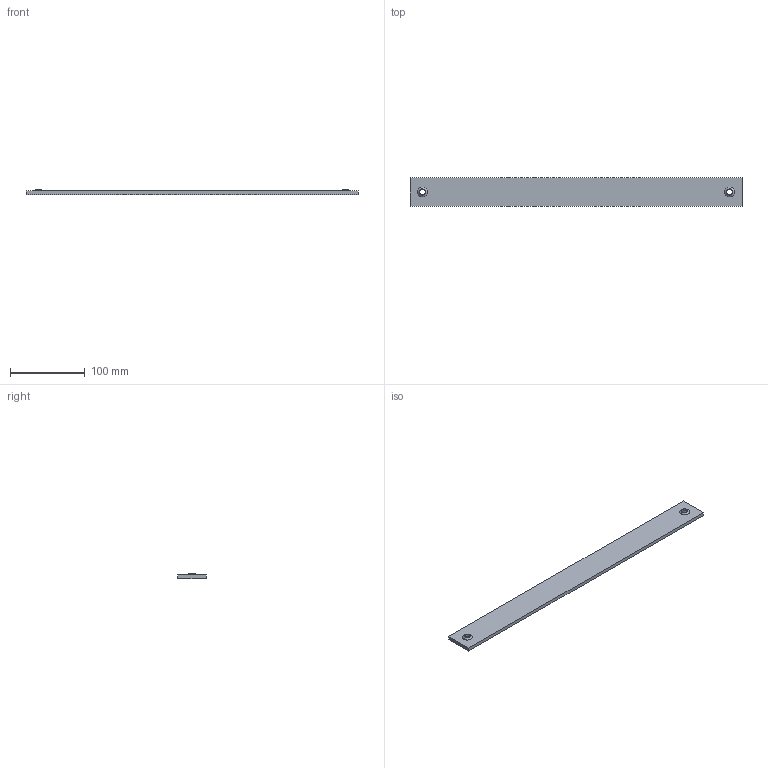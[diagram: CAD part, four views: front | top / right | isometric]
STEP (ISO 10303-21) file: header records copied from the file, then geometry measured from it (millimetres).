
FILE_DESCRIPTION (( 'STEP AP203' ), '1' );
FILE_NAME ('18S20_Default.step', '2019-09-13T18:10:48', ( '' ), ( '' ), 'SwSTEP 2.0', 'SolidWorks 2018', '' );
FILE_SCHEMA (( 'CONFIG_CONTROL_DESIGN' ));
Length unit declared in the file: inch
Products named in the file (1): 18S20_Default
Bounding box: 444.5 x 38.1 x 6.86 mm (x, y, z)
Volume: 80241.4 mm3; surface area: 38615.1 mm2
Topology: 1 solids, 1 shells, 20 faces, 44 edges, 28 vertices
Faces by surface type: cone 8, plane 8, cylinder 4
Entity records: 643 total; most frequent: DIRECTION 106, CARTESIAN_POINT 93, ORIENTED_EDGE 88, EDGE_CURVE 44, AXIS2_PLACEMENT_3D 41, VERTEX_POINT 28, EDGE_LOOP 26, LINE 24
